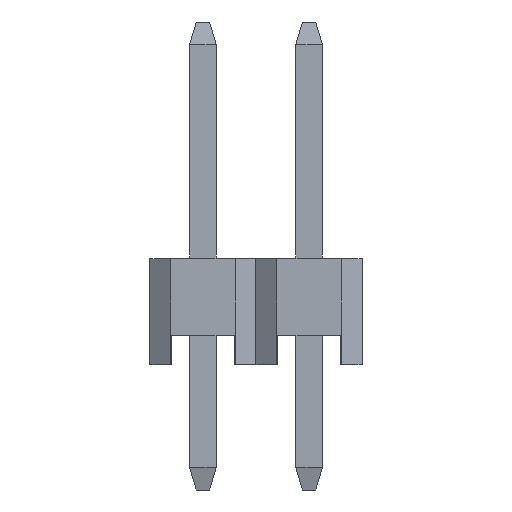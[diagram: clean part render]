
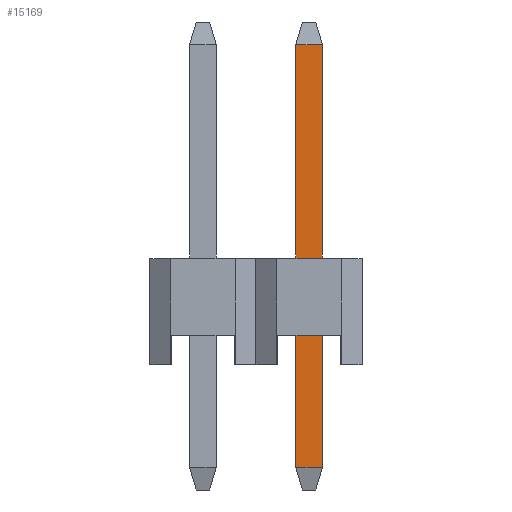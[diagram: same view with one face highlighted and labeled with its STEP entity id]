
A CAD part, left-side view. The second image highlights one B-rep face of the part: STEP entity #15169.
In plain terms, the highlighted planar face has unit normal (-1, 0, 0).
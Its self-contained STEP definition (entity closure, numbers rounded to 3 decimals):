
#14763 = B_SPLINE_SURFACE_WITH_KNOTS('',1,1,(
    (#14764,#14765)
    ,(#14766,#14767
    )),.UNSPECIFIED.,.F.,.F.,.F.,(2,2),(2,2),(0.,0.64),(0.,1.),
  .PIECEWISE_BEZIER_KNOTS.);
#14764 = CARTESIAN_POINT('',(-0.32,-0.32,-2.454));
#14765 = CARTESIAN_POINT('',(-0.16,-0.16,-3.));
#14766 = CARTESIAN_POINT('',(-0.32,0.32,-2.454));
#14767 = CARTESIAN_POINT('',(-0.16,0.16,-3.));
#14778 = VERTEX_POINT('',#14779);
#14779 = CARTESIAN_POINT('',(-0.32,0.32,-2.454));
#14795 = PLANE('',#14796);
#14796 = AXIS2_PLACEMENT_3D('',#14797,#14798,#14799);
#14797 = CARTESIAN_POINT('',(-0.32,0.32,-2.454));
#14798 = DIRECTION('',(0.,1.,0.));
#14799 = DIRECTION('',(1.,0.,0.));
#14905 = VERTEX_POINT('',#14906);
#14906 = CARTESIAN_POINT('',(-0.32,-0.32,-2.454));
#14920 = PLANE('',#14921);
#14921 = AXIS2_PLACEMENT_3D('',#14922,#14923,#14924);
#14922 = CARTESIAN_POINT('',(0.32,-0.32,-2.454));
#14923 = DIRECTION('',(0.,-1.,0.));
#14924 = DIRECTION('',(-1.,0.,0.));
#14957 = EDGE_CURVE('',#14905,#14778,#14958,.T.);
#14958 = SURFACE_CURVE('',#14959,(#14963,#14970),.PCURVE_S1.);
#14959 = LINE('',#14960,#14961);
#14960 = CARTESIAN_POINT('',(-0.32,-0.32,-2.454));
#14961 = VECTOR('',#14962,1.);
#14962 = DIRECTION('',(0.,1.,0.));
#14963 = PCURVE('',#14763,#14964);
#14964 = DEFINITIONAL_REPRESENTATION('',(#14965),#14969);
#14965 = LINE('',#14966,#14967);
#14966 = CARTESIAN_POINT('',(0.,0.));
#14967 = VECTOR('',#14968,1.);
#14968 = DIRECTION('',(1.,0.));
#14969 = ( GEOMETRIC_REPRESENTATION_CONTEXT(2) 
PARAMETRIC_REPRESENTATION_CONTEXT() REPRESENTATION_CONTEXT('2D SPACE',''
  ) );
#14970 = PCURVE('',#14971,#14976);
#14971 = PLANE('',#14972);
#14972 = AXIS2_PLACEMENT_3D('',#14973,#14974,#14975);
#14973 = CARTESIAN_POINT('',(-0.32,-0.32,-2.454));
#14974 = DIRECTION('',(-1.,0.,0.));
#14975 = DIRECTION('',(0.,1.,0.));
#14976 = DEFINITIONAL_REPRESENTATION('',(#14977),#14981);
#14977 = LINE('',#14978,#14979);
#14978 = CARTESIAN_POINT('',(0.,0.));
#14979 = VECTOR('',#14980,1.);
#14980 = DIRECTION('',(1.,0.));
#14981 = ( GEOMETRIC_REPRESENTATION_CONTEXT(2) 
PARAMETRIC_REPRESENTATION_CONTEXT() REPRESENTATION_CONTEXT('2D SPACE',''
  ) );
#14989 = EDGE_CURVE('',#14778,#14990,#14992,.T.);
#14990 = VERTEX_POINT('',#14991);
#14991 = CARTESIAN_POINT('',(-0.32,0.32,7.654));
#14992 = SURFACE_CURVE('',#14993,(#14997,#15004),.PCURVE_S1.);
#14993 = LINE('',#14994,#14995);
#14994 = CARTESIAN_POINT('',(-0.32,0.32,-2.454));
#14995 = VECTOR('',#14996,1.);
#14996 = DIRECTION('',(0.,0.,1.));
#14997 = PCURVE('',#14795,#14998);
#14998 = DEFINITIONAL_REPRESENTATION('',(#14999),#15003);
#14999 = LINE('',#15000,#15001);
#15000 = CARTESIAN_POINT('',(0.,0.));
#15001 = VECTOR('',#15002,1.);
#15002 = DIRECTION('',(0.,-1.));
#15003 = ( GEOMETRIC_REPRESENTATION_CONTEXT(2) 
PARAMETRIC_REPRESENTATION_CONTEXT() REPRESENTATION_CONTEXT('2D SPACE',''
  ) );
#15004 = PCURVE('',#14971,#15005);
#15005 = DEFINITIONAL_REPRESENTATION('',(#15006),#15010);
#15006 = LINE('',#15007,#15008);
#15007 = CARTESIAN_POINT('',(0.64,0.));
#15008 = VECTOR('',#15009,1.);
#15009 = DIRECTION('',(0.,-1.));
#15010 = ( GEOMETRIC_REPRESENTATION_CONTEXT(2) 
PARAMETRIC_REPRESENTATION_CONTEXT() REPRESENTATION_CONTEXT('2D SPACE',''
  ) );
#15121 = VERTEX_POINT('',#15122);
#15122 = CARTESIAN_POINT('',(-0.32,-0.32,7.654));
#15148 = EDGE_CURVE('',#14905,#15121,#15149,.T.);
#15149 = SURFACE_CURVE('',#15150,(#15154,#15161),.PCURVE_S1.);
#15150 = LINE('',#15151,#15152);
#15151 = CARTESIAN_POINT('',(-0.32,-0.32,-2.454));
#15152 = VECTOR('',#15153,1.);
#15153 = DIRECTION('',(0.,0.,1.));
#15154 = PCURVE('',#14920,#15155);
#15155 = DEFINITIONAL_REPRESENTATION('',(#15156),#15160);
#15156 = LINE('',#15157,#15158);
#15157 = CARTESIAN_POINT('',(0.64,0.));
#15158 = VECTOR('',#15159,1.);
#15159 = DIRECTION('',(0.,-1.));
#15160 = ( GEOMETRIC_REPRESENTATION_CONTEXT(2) 
PARAMETRIC_REPRESENTATION_CONTEXT() REPRESENTATION_CONTEXT('2D SPACE',''
  ) );
#15161 = PCURVE('',#14971,#15162);
#15162 = DEFINITIONAL_REPRESENTATION('',(#15163),#15167);
#15163 = LINE('',#15164,#15165);
#15164 = CARTESIAN_POINT('',(0.,0.));
#15165 = VECTOR('',#15166,1.);
#15166 = DIRECTION('',(0.,-1.));
#15167 = ( GEOMETRIC_REPRESENTATION_CONTEXT(2) 
PARAMETRIC_REPRESENTATION_CONTEXT() REPRESENTATION_CONTEXT('2D SPACE',''
  ) );
#15169 = ADVANCED_FACE('',(#15170),#14971,.T.);
#15170 = FACE_BOUND('',#15171,.T.);
#15171 = EDGE_LOOP('',(#15172,#15173,#15199,#15200));
#15172 = ORIENTED_EDGE('',*,*,#15148,.T.);
#15173 = ORIENTED_EDGE('',*,*,#15174,.T.);
#15174 = EDGE_CURVE('',#15121,#14990,#15175,.T.);
#15175 = SURFACE_CURVE('',#15176,(#15180,#15187),.PCURVE_S1.);
#15176 = LINE('',#15177,#15178);
#15177 = CARTESIAN_POINT('',(-0.32,-0.32,7.654));
#15178 = VECTOR('',#15179,1.);
#15179 = DIRECTION('',(0.,1.,0.));
#15180 = PCURVE('',#14971,#15181);
#15181 = DEFINITIONAL_REPRESENTATION('',(#15182),#15186);
#15182 = LINE('',#15183,#15184);
#15183 = CARTESIAN_POINT('',(0.,-10.108));
#15184 = VECTOR('',#15185,1.);
#15185 = DIRECTION('',(1.,0.));
#15186 = ( GEOMETRIC_REPRESENTATION_CONTEXT(2) 
PARAMETRIC_REPRESENTATION_CONTEXT() REPRESENTATION_CONTEXT('2D SPACE',''
  ) );
#15187 = PCURVE('',#15188,#15193);
#15188 = B_SPLINE_SURFACE_WITH_KNOTS('',1,1,(
    (#15189,#15190)
    ,(#15191,#15192
    )),.UNSPECIFIED.,.F.,.F.,.F.,(2,2),(2,2),(0.,0.64),(0.,1.),
  .PIECEWISE_BEZIER_KNOTS.);
#15189 = CARTESIAN_POINT('',(-0.32,-0.32,7.654));
#15190 = CARTESIAN_POINT('',(-0.16,-0.16,8.2));
#15191 = CARTESIAN_POINT('',(-0.32,0.32,7.654));
#15192 = CARTESIAN_POINT('',(-0.16,0.16,8.2));
#15193 = DEFINITIONAL_REPRESENTATION('',(#15194),#15198);
#15194 = LINE('',#15195,#15196);
#15195 = CARTESIAN_POINT('',(0.,0.));
#15196 = VECTOR('',#15197,1.);
#15197 = DIRECTION('',(1.,0.));
#15198 = ( GEOMETRIC_REPRESENTATION_CONTEXT(2) 
PARAMETRIC_REPRESENTATION_CONTEXT() REPRESENTATION_CONTEXT('2D SPACE',''
  ) );
#15199 = ORIENTED_EDGE('',*,*,#14989,.F.);
#15200 = ORIENTED_EDGE('',*,*,#14957,.F.);
